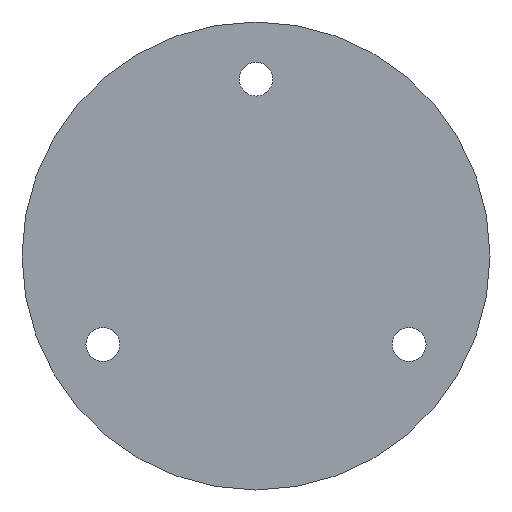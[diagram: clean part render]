
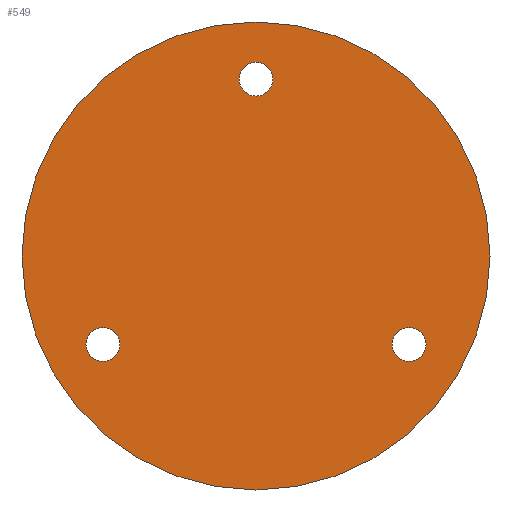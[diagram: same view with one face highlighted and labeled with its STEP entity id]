
A CAD part, front view. The second image highlights one B-rep face of the part: STEP entity #549.
In plain terms, the highlighted planar face has unit normal (0, -1, 0).
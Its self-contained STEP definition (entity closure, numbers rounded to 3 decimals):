
#2 = VERTEX_POINT ( 'NONE', #331 ) ;
#6 = DIRECTION ( 'NONE',  ( 0., -1., 0. ) ) ;
#20 = CARTESIAN_POINT ( 'NONE',  ( 26.63, 0., -15.375 ) ) ;
#35 = FACE_OUTER_BOUND ( 'NONE', #398, .T. ) ;
#67 = CARTESIAN_POINT ( 'NONE',  ( -29.445, 0., -17. ) ) ;
#74 = DIRECTION ( 'NONE',  ( 0.866, 0., 0.5 ) ) ;
#103 = CARTESIAN_POINT ( 'NONE',  ( 45., 0., 0. ) ) ;
#109 = EDGE_CURVE ( 'NONE', #913, #2, #1069, .T. ) ;
#116 = AXIS2_PLACEMENT_3D ( 'NONE', #777, #770, #755 ) ;
#119 = FACE_BOUND ( 'NONE', #578, .T. ) ;
#126 = EDGE_CURVE ( 'NONE', #799, #691, #647, .T. ) ;
#139 = DIRECTION ( 'NONE',  ( 0., 1., 0. ) ) ;
#149 = AXIS2_PLACEMENT_3D ( 'NONE', #67, #367, #1257 ) ;
#174 = DIRECTION ( 'NONE',  ( 0., -1., 0. ) ) ;
#186 = DIRECTION ( 'NONE',  ( 0., 0., -1. ) ) ;
#227 = PLANE ( 'NONE',  #1083 ) ;
#231 = CARTESIAN_POINT ( 'NONE',  ( -32.259, 0., -18.625 ) ) ;
#275 = CARTESIAN_POINT ( 'NONE',  ( 32.259, 0., -18.625 ) ) ;
#277 = CARTESIAN_POINT ( 'NONE',  ( 29.445, 0., -17. ) ) ;
#283 = EDGE_CURVE ( 'NONE', #2, #913, #767, .T. ) ;
#303 = CIRCLE ( 'NONE', #832, 3.25 ) ;
#314 = ORIENTED_EDGE ( 'NONE', *, *, #809, .F. ) ;
#331 = CARTESIAN_POINT ( 'NONE',  ( -26.63, 0., -15.375 ) ) ;
#363 = AXIS2_PLACEMENT_3D ( 'NONE', #1067, #174, #74 ) ;
#367 = DIRECTION ( 'NONE',  ( 0., -1., 0. ) ) ;
#371 = DIRECTION ( 'NONE',  ( 0., -1., 0. ) ) ;
#377 = CARTESIAN_POINT ( 'NONE',  ( -45., 0., 0. ) ) ;
#398 = EDGE_LOOP ( 'NONE', ( #500, #453 ) ) ;
#402 = VERTEX_POINT ( 'NONE', #583 ) ;
#442 = AXIS2_PLACEMENT_3D ( 'NONE', #277, #371, #903 ) ;
#453 = ORIENTED_EDGE ( 'NONE', *, *, #1097, .T. ) ;
#456 = DIRECTION ( 'NONE',  ( -0.866, 0., 0.5 ) ) ;
#500 = ORIENTED_EDGE ( 'NONE', *, *, #126, .T. ) ;
#505 = ORIENTED_EDGE ( 'NONE', *, *, #283, .F. ) ;
#511 = FACE_BOUND ( 'NONE', #915, .T. ) ;
#514 = ORIENTED_EDGE ( 'NONE', *, *, #958, .F. ) ;
#533 = DIRECTION ( 'NONE',  ( 0., -1., 0. ) ) ;
#549 = ADVANCED_FACE ( 'NONE', ( #609, #119, #511, #35 ), #227, .F. ) ;
#558 = VERTEX_POINT ( 'NONE', #20 ) ;
#568 = CIRCLE ( 'NONE', #116, 45. ) ;
#578 = EDGE_LOOP ( 'NONE', ( #1015, #778 ) ) ;
#583 = CARTESIAN_POINT ( 'NONE',  ( 0., 0., 37.25 ) ) ;
#591 = EDGE_CURVE ( 'NONE', #558, #1026, #695, .T. ) ;
#609 = FACE_BOUND ( 'NONE', #842, .T. ) ;
#647 = CIRCLE ( 'NONE', #824, 45. ) ;
#651 = CARTESIAN_POINT ( 'NONE',  ( 0., 0., 0. ) ) ;
#691 = VERTEX_POINT ( 'NONE', #377 ) ;
#695 = CIRCLE ( 'NONE', #1250, 3.25 ) ;
#755 = DIRECTION ( 'NONE',  ( 1., 0., 0. ) ) ;
#767 = CIRCLE ( 'NONE', #363, 3.25 ) ;
#768 = DIRECTION ( 'NONE',  ( 0., -1., 0. ) ) ;
#770 = DIRECTION ( 'NONE',  ( 0., -1., 0. ) ) ;
#775 = DIRECTION ( 'NONE',  ( 1., 0., 0. ) ) ;
#777 = CARTESIAN_POINT ( 'NONE',  ( 0., 0., 0. ) ) ;
#778 = ORIENTED_EDGE ( 'NONE', *, *, #801, .F. ) ;
#799 = VERTEX_POINT ( 'NONE', #103 ) ;
#801 = EDGE_CURVE ( 'NONE', #1026, #558, #911, .T. ) ;
#809 = EDGE_CURVE ( 'NONE', #1299, #402, #1085, .T. ) ;
#824 = AXIS2_PLACEMENT_3D ( 'NONE', #651, #768, #775 ) ;
#832 = AXIS2_PLACEMENT_3D ( 'NONE', #837, #1239, #1141 ) ;
#837 = CARTESIAN_POINT ( 'NONE',  ( 0., 0., 34. ) ) ;
#842 = EDGE_LOOP ( 'NONE', ( #505, #1008 ) ) ;
#903 = DIRECTION ( 'NONE',  ( -0.866, 0., 0.5 ) ) ;
#911 = CIRCLE ( 'NONE', #442, 3.25 ) ;
#913 = VERTEX_POINT ( 'NONE', #231 ) ;
#915 = EDGE_LOOP ( 'NONE', ( #314, #514 ) ) ;
#936 = DIRECTION ( 'NONE',  ( -1., 0., 0. ) ) ;
#945 = CARTESIAN_POINT ( 'NONE',  ( 0., 0., 30.75 ) ) ;
#958 = EDGE_CURVE ( 'NONE', #402, #1299, #303, .T. ) ;
#1008 = ORIENTED_EDGE ( 'NONE', *, *, #109, .F. ) ;
#1015 = ORIENTED_EDGE ( 'NONE', *, *, #591, .F. ) ;
#1026 = VERTEX_POINT ( 'NONE', #275 ) ;
#1042 = CARTESIAN_POINT ( 'NONE',  ( 0., 0., 0. ) ) ;
#1067 = CARTESIAN_POINT ( 'NONE',  ( -29.445, 0., -17. ) ) ;
#1069 = CIRCLE ( 'NONE', #149, 3.25 ) ;
#1083 = AXIS2_PLACEMENT_3D ( 'NONE', #1042, #139, #936 ) ;
#1085 = CIRCLE ( 'NONE', #1189, 3.25 ) ;
#1097 = EDGE_CURVE ( 'NONE', #691, #799, #568, .T. ) ;
#1141 = DIRECTION ( 'NONE',  ( 0., 0., -1. ) ) ;
#1183 = CARTESIAN_POINT ( 'NONE',  ( 0., 0., 34. ) ) ;
#1189 = AXIS2_PLACEMENT_3D ( 'NONE', #1183, #6, #186 ) ;
#1239 = DIRECTION ( 'NONE',  ( 0., -1., 0. ) ) ;
#1250 = AXIS2_PLACEMENT_3D ( 'NONE', #1255, #533, #456 ) ;
#1255 = CARTESIAN_POINT ( 'NONE',  ( 29.445, 0., -17. ) ) ;
#1257 = DIRECTION ( 'NONE',  ( 0.866, 0., 0.5 ) ) ;
#1299 = VERTEX_POINT ( 'NONE', #945 ) ;
